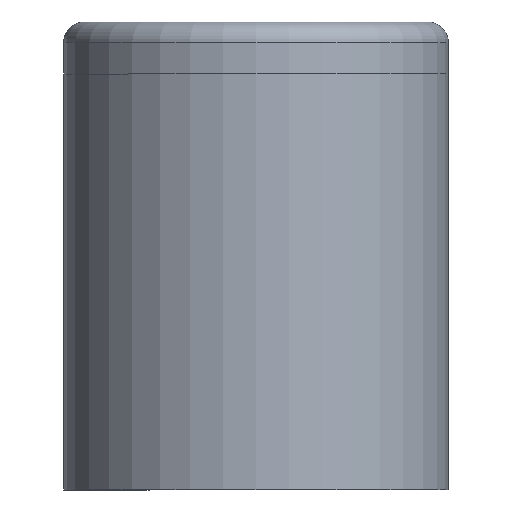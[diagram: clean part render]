
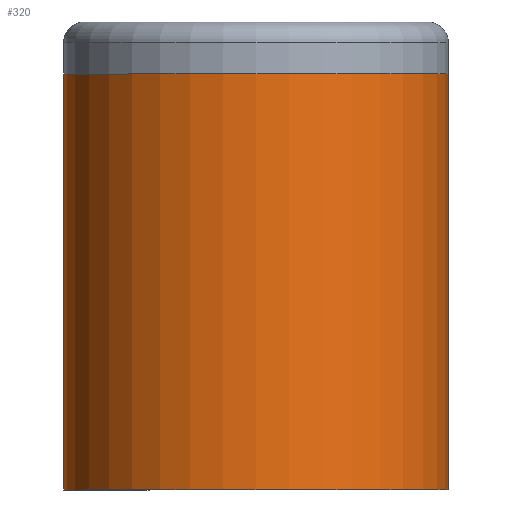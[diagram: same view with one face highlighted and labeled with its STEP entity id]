
A CAD part, front view. The second image highlights one B-rep face of the part: STEP entity #320.
In plain terms, the highlighted cylindrical face has radius 1.85 mm (diameter 3.7 mm), a full revolution.
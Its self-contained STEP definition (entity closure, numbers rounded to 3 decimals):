
#42=LINE('',#612,#57);
#57=VECTOR('',#474,1.85);
#67=CYLINDRICAL_SURFACE('',#377,1.85);
#84=FACE_OUTER_BOUND('',#108,.T.);
#108=EDGE_LOOP('',(#271,#272,#273,#274));
#136=CIRCLE('',#376,1.85);
#137=CIRCLE('',#378,1.85);
#166=VERTEX_POINT('',#608);
#167=VERTEX_POINT('',#611);
#204=EDGE_CURVE('',#166,#166,#136,.T.);
#205=EDGE_CURVE('',#166,#167,#42,.T.);
#206=EDGE_CURVE('',#167,#167,#137,.T.);
#271=ORIENTED_EDGE('',*,*,#204,.F.);
#272=ORIENTED_EDGE('',*,*,#205,.T.);
#273=ORIENTED_EDGE('',*,*,#206,.F.);
#274=ORIENTED_EDGE('',*,*,#205,.F.);
#320=ADVANCED_FACE('',(#84),#67,.T.);
#376=AXIS2_PLACEMENT_3D('',#609,#470,#471);
#377=AXIS2_PLACEMENT_3D('',#610,#472,#473);
#378=AXIS2_PLACEMENT_3D('',#613,#475,#476);
#470=DIRECTION('center_axis',(0.,0.,
-1.));
#471=DIRECTION('ref_axis',(-1.,0.,0.));
#472=DIRECTION('center_axis',(0.,0.,
-1.));
#473=DIRECTION('ref_axis',(-1.,0.,0.));
#474=DIRECTION('',(0.,0.,1.));
#475=DIRECTION('center_axis',(0.,0.,
1.));
#476=DIRECTION('ref_axis',(-1.,0.,0.));
#608=CARTESIAN_POINT('',(1.85,0.,3.788));
#609=CARTESIAN_POINT('Origin',(0.,0.,
3.788));
#610=CARTESIAN_POINT('Origin',(0.,0.,
7.788));
#611=CARTESIAN_POINT('',(1.85,0.,7.788));
#612=CARTESIAN_POINT('',(1.85,0.,7.788));
#613=CARTESIAN_POINT('Origin',(0.,0.,
7.788));
